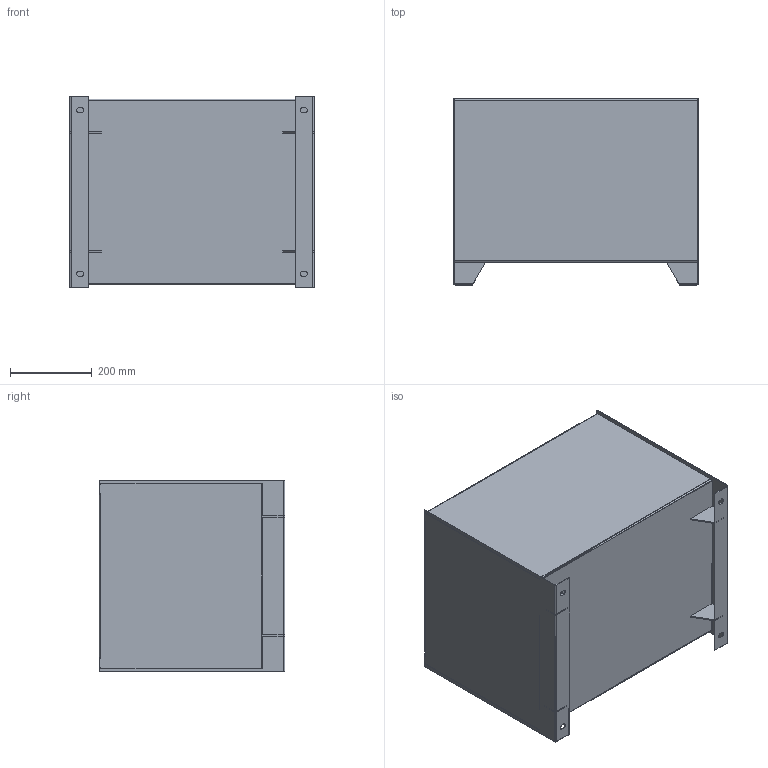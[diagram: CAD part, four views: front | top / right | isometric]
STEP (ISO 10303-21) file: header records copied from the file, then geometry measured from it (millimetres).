
FILE_DESCRIPTION(/* description */ ('Unknown'),/* implementation_level */ '2;1');
FILE_NAME(/* name */ 'TA.02076-001',/* time_stamp */ '2023-08-01T15:46:09+02:00',/* author */ ('Unknown'),/* organization */ ('Unknown'),/* preprocessor_version */ 'ST-DEVELOPER v18.102',/* originating_system */ 'Solid Edge',/* authorisation */ 'Unknown');
FILE_SCHEMA (('AUTOMOTIVE_DESIGN {1 0 10303 214 3 1 1}'));
Length unit declared in the file: millimetre
Products named in the file (1): TA.02076
Bounding box: 600 x 455 x 470 mm (x, y, z)
Volume: 2558553 mm3; surface area: 2550620.3 mm2
Topology: 1 solids, 1 shells, 120 faces, 353 edges, 230 vertices
Faces by surface type: plane 80, cylinder 40
Full cylindrical faces by diameter (mm): 11.2 x7, 19 x1, 22 x1
Entity records: 4034 total; most frequent: CARTESIAN_POINT 695, ORIENTED_EDGE 688, DIRECTION 670, EDGE_CURVE 344, LINE 260, VECTOR 260, VERTEX_POINT 230, AXIS2_PLACEMENT_3D 205
